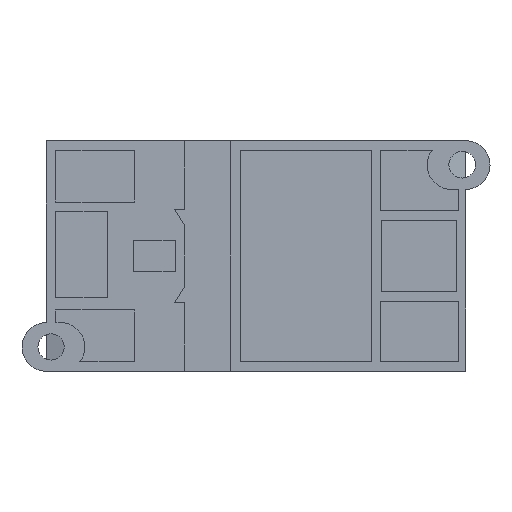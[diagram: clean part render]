
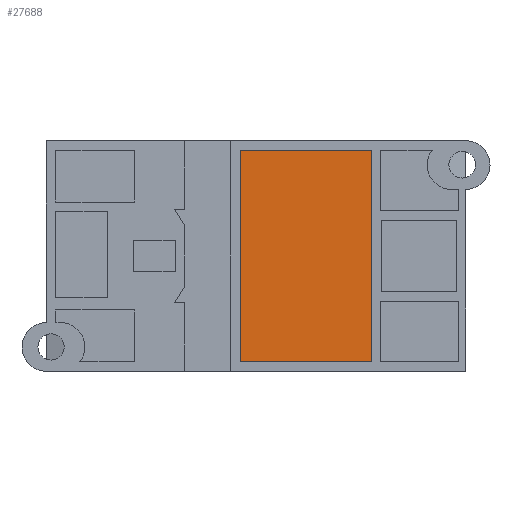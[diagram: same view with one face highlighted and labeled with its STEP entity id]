
A CAD part, left-side view. The second image highlights one B-rep face of the part: STEP entity #27688.
In plain terms, the highlighted planar face has unit normal (-1, 0, 0).
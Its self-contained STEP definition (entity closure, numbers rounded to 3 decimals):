
#554 = CARTESIAN_POINT ( 'NONE',  ( -46., 2.995, -20.2 ) ) ;
#682 = VERTEX_POINT ( 'NONE', #20948 ) ;
#736 = DIRECTION ( 'NONE',  ( 0., 0., -1. ) ) ;
#1401 = DIRECTION ( 'NONE',  ( 0., 1., 0. ) ) ;
#3426 = CARTESIAN_POINT ( 'NONE',  ( -46., 2.995, -20.2 ) ) ;
#3594 = FACE_OUTER_BOUND ( 'NONE', #10501, .T. ) ;
#4163 = DIRECTION ( 'NONE',  ( 0., 0., -1. ) ) ;
#6273 = EDGE_CURVE ( 'NONE', #17693, #26900, #27575, .T. ) ;
#6746 = PLANE ( 'NONE',  #18774 ) ;
#6852 = ORIENTED_EDGE ( 'NONE', *, *, #8362, .T. ) ;
#8362 = EDGE_CURVE ( 'NONE', #33194, #17693, #9029, .T. ) ;
#9029 = LINE ( 'NONE', #3426, #12298 ) ;
#10501 = EDGE_LOOP ( 'NONE', ( #6852, #12458, #13056, #13640 ) ) ;
#11076 = VECTOR ( 'NONE', #1401, 1000. ) ;
#11564 = CARTESIAN_POINT ( 'NONE',  ( -46., -22.005, -20.2 ) ) ;
#12298 = VECTOR ( 'NONE', #736, 1000. ) ;
#12327 = VECTOR ( 'NONE', #15722, 1000. ) ;
#12458 = ORIENTED_EDGE ( 'NONE', *, *, #6273, .T. ) ;
#13056 = ORIENTED_EDGE ( 'NONE', *, *, #27237, .T. ) ;
#13640 = ORIENTED_EDGE ( 'NONE', *, *, #32228, .T. ) ;
#14109 = VECTOR ( 'NONE', #27032, 1000. ) ;
#15722 = DIRECTION ( 'NONE',  ( 0., -1., 0. ) ) ;
#16896 = CARTESIAN_POINT ( 'NONE',  ( -46., 2.995, 20.2 ) ) ;
#17181 = CARTESIAN_POINT ( 'NONE',  ( -46., 2.995, 20.2 ) ) ;
#17693 = VERTEX_POINT ( 'NONE', #23851 ) ;
#18774 = AXIS2_PLACEMENT_3D ( 'NONE', #24606, #19680, #4163 ) ;
#19135 = CARTESIAN_POINT ( 'NONE',  ( -46., -22.005, -20.2 ) ) ;
#19680 = DIRECTION ( 'NONE',  ( 1., 0., 0. ) ) ;
#20948 = CARTESIAN_POINT ( 'NONE',  ( -46., -22.005, 20.2 ) ) ;
#23851 = CARTESIAN_POINT ( 'NONE',  ( -46., 2.995, -20.2 ) ) ;
#24606 = CARTESIAN_POINT ( 'NONE',  ( -46., 2.995, 20.2 ) ) ;
#26900 = VERTEX_POINT ( 'NONE', #19135 ) ;
#27032 = DIRECTION ( 'NONE',  ( 0., 0., 1. ) ) ;
#27237 = EDGE_CURVE ( 'NONE', #26900, #682, #27764, .T. ) ;
#27575 = LINE ( 'NONE', #554, #12327 ) ;
#27688 = ADVANCED_FACE ( 'NONE', ( #3594 ), #6746, .F. ) ;
#27764 = LINE ( 'NONE', #11564, #14109 ) ;
#31091 = LINE ( 'NONE', #16896, #11076 ) ;
#32228 = EDGE_CURVE ( 'NONE', #682, #33194, #31091, .T. ) ;
#33194 = VERTEX_POINT ( 'NONE', #17181 ) ;
